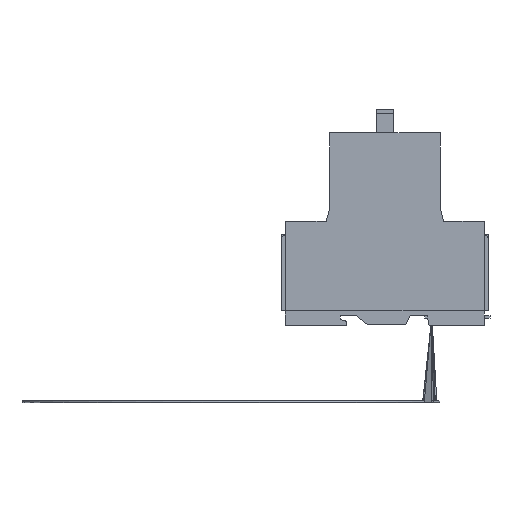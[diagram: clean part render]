
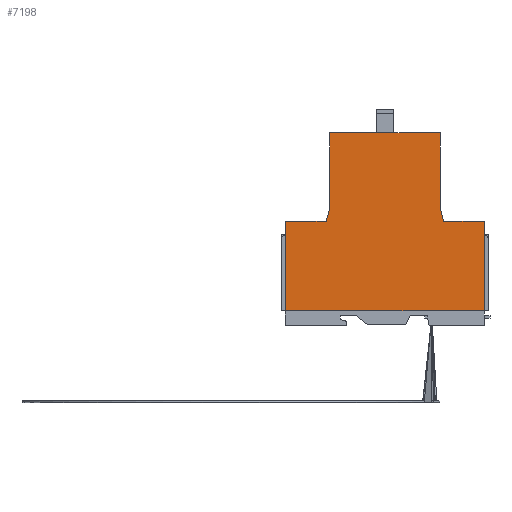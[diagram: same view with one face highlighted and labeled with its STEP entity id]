
A CAD part, left-side view. The second image highlights one B-rep face of the part: STEP entity #7198.
In plain terms, the highlighted planar face has unit normal (-1, 0, 0).
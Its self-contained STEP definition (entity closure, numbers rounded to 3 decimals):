
#6360 = EDGE_CURVE ( 'NONE', #6361, #6362, #11537, .T. ) ;
#6361 = VERTEX_POINT ( 'NONE', #11530 ) ;
#6362 = VERTEX_POINT ( 'NONE', #11529 ) ;
#6890 = EDGE_CURVE ( 'NONE', #7127, #6891, #13472, .T. ) ;
#6891 = VERTEX_POINT ( 'NONE', #13468 ) ;
#6925 = EDGE_CURVE ( 'NONE', #7086, #6926, #13618, .T. ) ;
#6926 = VERTEX_POINT ( 'NONE', #13614 ) ;
#7039 = EDGE_CURVE ( 'NONE', #6891, #7040, #13993, .T. ) ;
#7040 = VERTEX_POINT ( 'NONE', #13969 ) ;
#7056 = EDGE_CURVE ( 'NONE', #6926, #7057, #13933, .T. ) ;
#7057 = VERTEX_POINT ( 'NONE', #13929 ) ;
#7079 = EDGE_CURVE ( 'NONE', #7057, #7080, #13880, .T. ) ;
#7080 = VERTEX_POINT ( 'NONE', #13876 ) ;
#7085 = EDGE_CURVE ( 'NONE', #6362, #7086, #13871, .T. ) ;
#7086 = VERTEX_POINT ( 'NONE', #13867 ) ;
#7098 = VERTEX_POINT ( 'NONE', #13852 ) ;
#7115 = EDGE_CURVE ( 'NONE', #7080, #7098, #14037, .T. ) ;
#7126 = EDGE_CURVE ( 'NONE', #7098, #7127, #14263, .T. ) ;
#7127 = VERTEX_POINT ( 'NONE', #14259 ) ;
#7179 = EDGE_CURVE ( 'NONE', #7040, #6361, #14271, .T. ) ;
#7198 = ADVANCED_FACE ( 'NONE', ( #14171 ), #14156, .T. ) ;
#7199 = EDGE_LOOP ( 'NONE', ( #7200, #7201, #7202, #7203, #7204, #7205, #7206, #7207, #7208, #7209 ) ) ;
#7200 = ORIENTED_EDGE ( 'NONE', *, *, #6360, .F. ) ;
#7201 = ORIENTED_EDGE ( 'NONE', *, *, #7179, .F. ) ;
#7202 = ORIENTED_EDGE ( 'NONE', *, *, #7039, .F. ) ;
#7203 = ORIENTED_EDGE ( 'NONE', *, *, #6890, .F. ) ;
#7204 = ORIENTED_EDGE ( 'NONE', *, *, #7126, .F. ) ;
#7205 = ORIENTED_EDGE ( 'NONE', *, *, #7115, .F. ) ;
#7206 = ORIENTED_EDGE ( 'NONE', *, *, #7079, .F. ) ;
#7207 = ORIENTED_EDGE ( 'NONE', *, *, #7056, .F. ) ;
#7208 = ORIENTED_EDGE ( 'NONE', *, *, #6925, .F. ) ;
#7209 = ORIENTED_EDGE ( 'NONE', *, *, #7085, .F. ) ;
#11529 = CARTESIAN_POINT ( 'NONE',  ( 0., 22.25, 17.5 ) ) ;
#11530 = CARTESIAN_POINT ( 'NONE',  ( 0., 22.25, -12.75 ) ) ;
#11531 = DIRECTION ( 'NONE',  ( 0., 0., 1. ) ) ;
#11532 = VECTOR ( 'NONE', #11531, 1000. ) ;
#11533 = CARTESIAN_POINT ( 'NONE',  ( 0., 22.25, -12.75 ) ) ;
#11537 = LINE ( 'NONE', #11533, #11532 ) ;
#13468 = CARTESIAN_POINT ( 'NONE',  ( 0., 40., -18. ) ) ;
#13469 = DIRECTION ( 'NONE',  ( 0., 0., 1. ) ) ;
#13470 = VECTOR ( 'NONE', #13469, 1000. ) ;
#13471 = CARTESIAN_POINT ( 'NONE',  ( 0., 40., -18. ) ) ;
#13472 = LINE ( 'NONE', #13471, #13470 ) ;
#13614 = CARTESIAN_POINT ( 'NONE',  ( 0., -22.25, -12.75 ) ) ;
#13615 = DIRECTION ( 'NONE',  ( 0., 0., -1. ) ) ;
#13616 = VECTOR ( 'NONE', #13615, 1000. ) ;
#13617 = CARTESIAN_POINT ( 'NONE',  ( 0., -22.25, 17.5 ) ) ;
#13618 = LINE ( 'NONE', #13617, #13616 ) ;
#13852 = CARTESIAN_POINT ( 'NONE',  ( 0., -40., -54. ) ) ;
#13867 = CARTESIAN_POINT ( 'NONE',  ( 0., -22.25, 17.5 ) ) ;
#13868 = DIRECTION ( 'NONE',  ( 0., -1., 0. ) ) ;
#13869 = VECTOR ( 'NONE', #13868, 1000. ) ;
#13870 = CARTESIAN_POINT ( 'NONE',  ( 0., -22.25, 17.5 ) ) ;
#13871 = LINE ( 'NONE', #13870, #13869 ) ;
#13876 = CARTESIAN_POINT ( 'NONE',  ( 0., -40., -18. ) ) ;
#13877 = DIRECTION ( 'NONE',  ( 0., -1., 0. ) ) ;
#13878 = VECTOR ( 'NONE', #13877, 1000. ) ;
#13879 = CARTESIAN_POINT ( 'NONE',  ( 0., -23.625, -18. ) ) ;
#13880 = LINE ( 'NONE', #13879, #13878 ) ;
#13929 = CARTESIAN_POINT ( 'NONE',  ( 0., -23.625, -18. ) ) ;
#13930 = DIRECTION ( 'NONE',  ( 0., -0.253, -0.967 ) ) ;
#13931 = VECTOR ( 'NONE', #13930, 1000. ) ;
#13932 = CARTESIAN_POINT ( 'NONE',  ( 0., -22.25, -12.75 ) ) ;
#13933 = LINE ( 'NONE', #13932, #13931 ) ;
#13969 = CARTESIAN_POINT ( 'NONE',  ( 0., 23.625, -18. ) ) ;
#13970 = DIRECTION ( 'NONE',  ( 0., -1., 0. ) ) ;
#13971 = VECTOR ( 'NONE', #13970, 1000. ) ;
#13972 = CARTESIAN_POINT ( 'NONE',  ( 0., 40., -18. ) ) ;
#13993 = LINE ( 'NONE', #13972, #13971 ) ;
#14034 = DIRECTION ( 'NONE',  ( 0., 0., -1. ) ) ;
#14035 = VECTOR ( 'NONE', #14034, 1000. ) ;
#14036 = CARTESIAN_POINT ( 'NONE',  ( 0., -40., -18. ) ) ;
#14037 = LINE ( 'NONE', #14036, #14035 ) ;
#14113 = DIRECTION ( 'NONE',  ( 0., -0.253, 0.967 ) ) ;
#14114 = VECTOR ( 'NONE', #14113, 1000. ) ;
#14156 = PLANE ( 'NONE',  #14201 ) ;
#14171 = FACE_OUTER_BOUND ( 'NONE', #7199, .T. ) ;
#14198 = DIRECTION ( 'NONE',  ( 0., 0., 1. ) ) ;
#14199 = DIRECTION ( 'NONE',  ( -1., 0., 0. ) ) ;
#14200 = CARTESIAN_POINT ( 'NONE',  ( 0., 22.25, 17.5 ) ) ;
#14201 = AXIS2_PLACEMENT_3D ( 'NONE', #14200, #14199, #14198 ) ;
#14259 = CARTESIAN_POINT ( 'NONE',  ( 0., 40., -54. ) ) ;
#14260 = DIRECTION ( 'NONE',  ( 0., 1., 0. ) ) ;
#14261 = VECTOR ( 'NONE', #14260, 1000. ) ;
#14262 = CARTESIAN_POINT ( 'NONE',  ( 0., -40., -54. ) ) ;
#14263 = LINE ( 'NONE', #14262, #14261 ) ;
#14270 = CARTESIAN_POINT ( 'NONE',  ( 0., 22.25, -12.75 ) ) ;
#14271 = LINE ( 'NONE', #14270, #14114 ) ;
